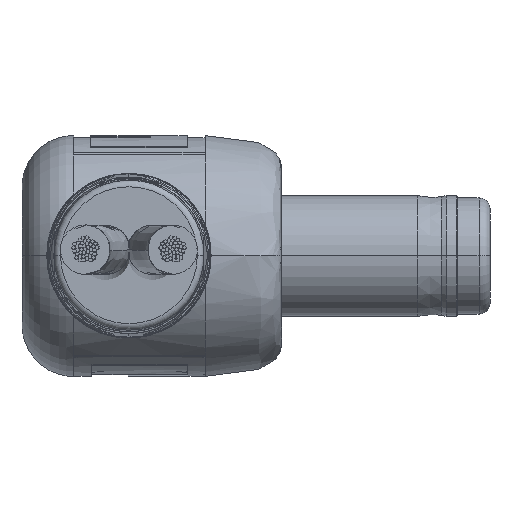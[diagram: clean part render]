
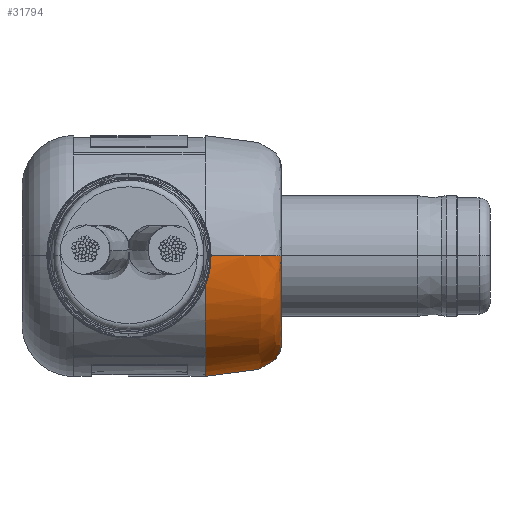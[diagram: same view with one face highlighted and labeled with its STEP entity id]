
A CAD part, top view. The second image highlights one B-rep face of the part: STEP entity #31794.
In plain terms, the highlighted free-form (B-spline) face has degree [3, 3] with [5, 4] control points.
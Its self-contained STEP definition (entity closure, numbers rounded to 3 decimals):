
#233 = CARTESIAN_POINT ( 'NONE',  ( -7.3, 0., 6.98 ) ) ;
#1096 = ORIENTED_EDGE ( 'NONE', *, *, #19391, .F. ) ;
#1153 = CARTESIAN_POINT ( 'NONE',  ( -8.631, 0., 7.034 ) ) ;
#1527 = CARTESIAN_POINT ( 'NONE',  ( -9., 0., 3.48 ) ) ;
#1557 = CARTESIAN_POINT ( 'NONE',  ( 0.353, 0., 6.98 ) ) ;
#1666 = CARTESIAN_POINT ( 'NONE',  ( -9., 0., 5.379 ) ) ;
#2225 = CIRCLE ( 'NONE', #4842, 5.5 ) ;
#2240 = VERTEX_POINT ( 'NONE', #233 ) ;
#2831 = AXIS2_PLACEMENT_3D ( 'NONE', #23355, #26389, #17168 ) ;
#3094 = EDGE_CURVE ( 'NONE', #15240, #18833, #5822, .T. ) ;
#3570 = CARTESIAN_POINT ( 'NONE',  ( 1.573, 0., 7.031 ) ) ;
#4842 = AXIS2_PLACEMENT_3D ( 'NONE', #30990, #12361, #27960 ) ;
#4961 = EDGE_CURVE ( 'NONE', #10553, #34052, #23736, .T. ) ;
#5822 = B_SPLINE_CURVE_WITH_KNOTS ( 'NONE', 3,
 ( #22575, #22708, #3570, #37971, #32093 ),
 .UNSPECIFIED., .F., .F.,
 ( 4, 1, 4 ),
 ( 0.045, 0.95, 1. ),
 .UNSPECIFIED. ) ;
#5847 = CARTESIAN_POINT ( 'NONE',  ( 1.998, 0., 3.75 ) ) ;
#6034 = EDGE_CURVE ( 'NONE', #13501, #10553, #2225, .T. ) ;
#6357 = CIRCLE ( 'NONE', #8105, 3.8 ) ;
#7293 = CARTESIAN_POINT ( 'NONE',  ( -7.353, 0., 6.98 ) ) ;
#7569 = CARTESIAN_POINT ( 'NONE',  ( 2., 11., 5.379 ) ) ;
#8105 = AXIS2_PLACEMENT_3D ( 'NONE', #23982, #30468, #27018 ) ;
#8919 = ORIENTED_EDGE ( 'NONE', *, *, #6034, .F. ) ;
#9424 = CARTESIAN_POINT ( 'NONE',  ( 1.82, 1.397, 3.48 ) ) ;
#9997 = CARTESIAN_POINT ( 'NONE',  ( -0.609, 4.679, 3.478 ) ) ;
#10073 = EDGE_CURVE ( 'NONE', #2240, #18833, #6357, .T. ) ;
#10449 = CARTESIAN_POINT ( 'NONE',  ( -7.3, 0., 6.98 ) ) ;
#10553 = VERTEX_POINT ( 'NONE', #17067 ) ;
#10581 = CARTESIAN_POINT ( 'NONE',  ( 1.631, 0., 7.034 ) ) ;
#11846 = B_SPLINE_CURVE_WITH_KNOTS ( 'NONE', 3,
 ( #1527, #1666, #27107, #39722, #36321 ),
 .UNSPECIFIED., .F., .F.,
 ( 4, 1, 4 ),
 ( 0., 0.95, 1. ),
 .UNSPECIFIED. ) ;
#12361 = DIRECTION ( 'NONE',  ( 0., 0., -1. ) ) ;
#13501 = VERTEX_POINT ( 'NONE', #17203 ) ;
#13746 = CARTESIAN_POINT ( 'NONE',  ( -8.631, 10.262, 7.034 ) ) ;
#13872 = CARTESIAN_POINT ( 'NONE',  ( 1.82, 1.397, 3.48 ) ) ;
#14013 = CARTESIAN_POINT ( 'NONE',  ( 0.3, 0., 6.98 ) ) ;
#15240 = VERTEX_POINT ( 'NONE', #17478 ) ;
#15432 = ORIENTED_EDGE ( 'NONE', *, *, #10073, .T. ) ;
#16626 = CARTESIAN_POINT ( 'NONE',  ( -2.488, 5.43, 3.476 ) ) ;
#16663 = CARTESIAN_POINT ( 'NONE',  ( -9., 11., 3.48 ) ) ;
#16811 = CARTESIAN_POINT ( 'NONE',  ( 1.631, 10.262, 7.034 ) ) ;
#17067 = CARTESIAN_POINT ( 'NONE',  ( -6.391, 4.679, 3.478 ) ) ;
#17168 = DIRECTION ( 'NONE',  ( -1., 0., 0. ) ) ;
#17203 = CARTESIAN_POINT ( 'NONE',  ( -9., 0., 3.48 ) ) ;
#17478 = CARTESIAN_POINT ( 'NONE',  ( 1.998, 0., 3.75 ) ) ;
#18409 = ORIENTED_EDGE ( 'NONE', *, *, #4961, .F. ) ;
#18513 = ORIENTED_EDGE ( 'NONE', *, *, #33021, .T. ) ;
#18833 = VERTEX_POINT ( 'NONE', #32092 ) ;
#19391 = EDGE_CURVE ( 'NONE', #34052, #33968, #40581, .T. ) ;
#19678 = CARTESIAN_POINT ( 'NONE',  ( -6.391, 4.679, 3.478 ) ) ;
#19821 = CARTESIAN_POINT ( 'NONE',  ( -0.609, 4.679, 3.478 ) ) ;
#19942 = CARTESIAN_POINT ( 'NONE',  ( -5.493, 5.151, 3.476 ) ) ;
#20435 =( BOUNDED_SURFACE ( )  B_SPLINE_SURFACE ( 3, 3, ( 
 ( #26441, #16663, #32514, #35931 ),
 ( #38805, #38950, #7569, #32647 ),
 ( #1153, #13746, #16811, #10581 ),
 ( #7293, #32913, #39077, #1557 ),
 ( #10449, #23537, #26316, #14013 ) ),
 .UNSPECIFIED., .F., .F., .F. ) 
 B_SPLINE_SURFACE_WITH_KNOTS ( ( 4, 1, 4 ),
 ( 4, 4 ),
 ( 0., 0.95, 1. ),
 ( 0., 1. ),
 .UNSPECIFIED. ) 
 GEOMETRIC_REPRESENTATION_ITEM ( )  RATIONAL_B_SPLINE_SURFACE ( (
 ( 1., 0.333, 0.333, 1.),
 ( 1., 0.333, 0.333, 1.),
 ( 1., 0.333, 0.333, 1.),
 ( 1., 0.333, 0.333, 1.),
 ( 1., 0.333, 0.333, 1.) ) ) 
 REPRESENTATION_ITEM ( '' )  SURFACE ( )  );
#22575 = CARTESIAN_POINT ( 'NONE',  ( 1.998, 0., 3.75 ) ) ;
#22708 = CARTESIAN_POINT ( 'NONE',  ( 1.965, 0., 5.526 ) ) ;
#22879 = EDGE_CURVE ( 'NONE', #13501, #2240, #11846, .T. ) ;
#23355 = CARTESIAN_POINT ( 'NONE',  ( -3.5, 0., 3.48 ) ) ;
#23537 = CARTESIAN_POINT ( 'NONE',  ( -7.3, 7.6, 6.98 ) ) ;
#23736 = B_SPLINE_CURVE_WITH_KNOTS ( 'NONE', 3,
 ( #19678, #38775, #19942, #26285, #38916, #29450, #16626, #38647, #35895, #19821 ),
 .UNSPECIFIED., .F., .F.,
 ( 4, 2, 2, 2, 4 ),
 ( 0.02, 0.26, 0.5, 0.74, 0.98 ),
 .UNSPECIFIED. ) ;
#23982 = CARTESIAN_POINT ( 'NONE',  ( -3.5, 0., 6.98 ) ) ;
#24289 = ORIENTED_EDGE ( 'NONE', *, *, #22879, .T. ) ;
#26285 = CARTESIAN_POINT ( 'NONE',  ( -4.511, 5.43, 3.476 ) ) ;
#26316 = CARTESIAN_POINT ( 'NONE',  ( 0.3, 7.6, 6.98 ) ) ;
#26389 = DIRECTION ( 'NONE',  ( 0., 0., -1. ) ) ;
#26441 = CARTESIAN_POINT ( 'NONE',  ( -9., 0., 3.48 ) ) ;
#27018 = DIRECTION ( 'NONE',  ( -1., 0., 0. ) ) ;
#27107 = CARTESIAN_POINT ( 'NONE',  ( -8.631, 0., 7.034 ) ) ;
#27960 = DIRECTION ( 'NONE',  ( -1., 0., 0. ) ) ;
#29450 = CARTESIAN_POINT ( 'NONE',  ( -2.989, 5.5, 3.476 ) ) ;
#30468 = DIRECTION ( 'NONE',  ( 0., 0., -1. ) ) ;
#30990 = CARTESIAN_POINT ( 'NONE',  ( -3.5, 0., 3.48 ) ) ;
#31794 = ADVANCED_FACE ( 'NONE', ( #34190 ), #20435, .T. ) ;
#32092 = CARTESIAN_POINT ( 'NONE',  ( 0.3, 0., 6.98 ) ) ;
#32093 = CARTESIAN_POINT ( 'NONE',  ( 0.3, 0., 6.98 ) ) ;
#32514 = CARTESIAN_POINT ( 'NONE',  ( 2., 11., 3.48 ) ) ;
#32647 = CARTESIAN_POINT ( 'NONE',  ( 2., 0., 5.379 ) ) ;
#32654 = B_SPLINE_CURVE_WITH_KNOTS ( 'NONE', 3,
 ( #5847, #40640, #37634, #9424 ),
 .UNSPECIFIED., .F., .F.,
 ( 4, 4 ),
 ( 0.001, 0.003 ),
 .UNSPECIFIED. ) ;
#32913 = CARTESIAN_POINT ( 'NONE',  ( -7.353, 7.706, 6.98 ) ) ;
#33021 = EDGE_CURVE ( 'NONE', #15240, #33968, #32654, .T. ) ;
#33968 = VERTEX_POINT ( 'NONE', #13872 ) ;
#34052 = VERTEX_POINT ( 'NONE', #9997 ) ;
#34190 = FACE_OUTER_BOUND ( 'NONE', #35032, .T. ) ;
#35032 = EDGE_LOOP ( 'NONE', ( #40095, #18513, #1096, #18409, #8919, #24289, #15432 ) ) ;
#35895 = CARTESIAN_POINT ( 'NONE',  ( -1.043, 4.947, 3.476 ) ) ;
#35931 = CARTESIAN_POINT ( 'NONE',  ( 2., 0., 3.48 ) ) ;
#36321 = CARTESIAN_POINT ( 'NONE',  ( -7.3, 0., 6.98 ) ) ;
#37634 = CARTESIAN_POINT ( 'NONE',  ( 1.935, 0.959, 3.656 ) ) ;
#37971 = CARTESIAN_POINT ( 'NONE',  ( 0.353, 0., 6.98 ) ) ;
#38647 = CARTESIAN_POINT ( 'NONE',  ( -1.507, 5.151, 3.476 ) ) ;
#38775 = CARTESIAN_POINT ( 'NONE',  ( -5.957, 4.947, 3.476 ) ) ;
#38805 = CARTESIAN_POINT ( 'NONE',  ( -9., 0., 5.379 ) ) ;
#38916 = CARTESIAN_POINT ( 'NONE',  ( -4.011, 5.5, 3.476 ) ) ;
#38950 = CARTESIAN_POINT ( 'NONE',  ( -9., 11., 5.379 ) ) ;
#39077 = CARTESIAN_POINT ( 'NONE',  ( 0.353, 7.706, 6.98 ) ) ;
#39722 = CARTESIAN_POINT ( 'NONE',  ( -7.353, 0., 6.98 ) ) ;
#40095 = ORIENTED_EDGE ( 'NONE', *, *, #3094, .F. ) ;
#40581 = CIRCLE ( 'NONE', #2831, 5.5 ) ;
#40640 = CARTESIAN_POINT ( 'NONE',  ( 1.998, 0.479, 3.75 ) ) ;
